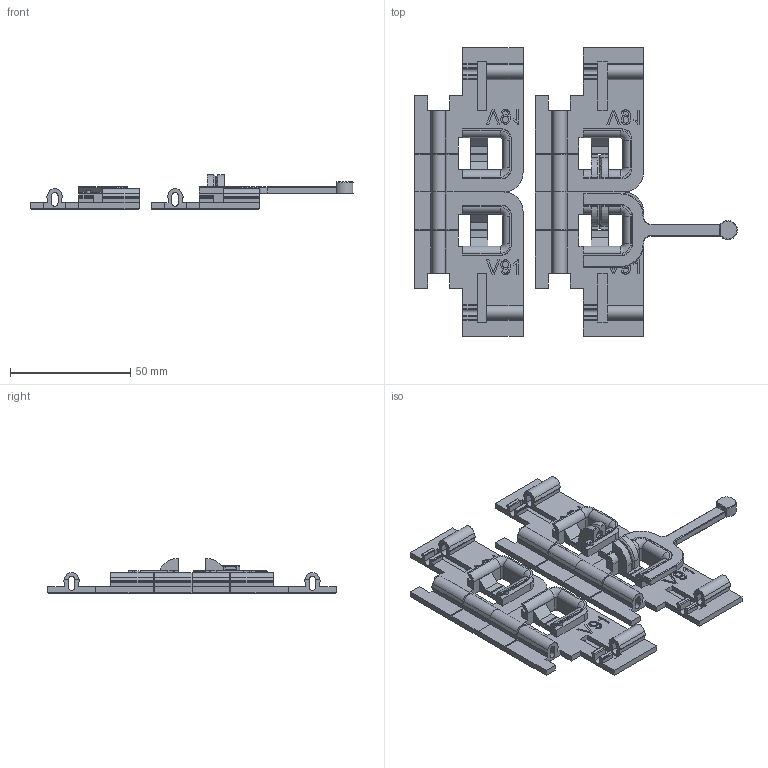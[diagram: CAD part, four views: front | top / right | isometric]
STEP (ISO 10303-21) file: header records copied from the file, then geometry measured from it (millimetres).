
FILE_DESCRIPTION(/* description */ (''),/* implementation_level */ '2;1');
FILE_NAME(/* name */ 'Z Belt Cover.step',/* time_stamp */ '2023-03-27T21:59:55-06:00',/* author */ (''),/* organization */ (''),/* preprocessor_version */ 'ST-DEVELOPER v19.2',/* originating_system */ 'Autodesk Translation Framework v11.17.0.187',/* authorisation */ '');
FILE_SCHEMA (('AUTOMOTIVE_DESIGN { 1 0 10303 214 3 1 1 }','MODEL_BASED_INTEGRATED_MANUFACTURING_SCHEMA'));
Length unit declared in the file: millimetre
Products named in the file (1): Z Belt Cover A
Bounding box: 133.98 x 120 x 14.4 mm (x, y, z)
Volume: 32299.9 mm3; surface area: 31747.2 mm2
Topology: 5 solids, 5 shells, 1038 faces, 2798 edges, 1786 vertices
Faces by surface type: plane 691, cylinder 149, bspline 140, cone 50, torus 8
Entity records: 33373 total; most frequent: CARTESIAN_POINT 8051, ORIENTED_EDGE 5596, DIRECTION 4652, EDGE_CURVE 2798, LINE 2154, VECTOR 2154, VERTEX_POINT 1786, AXIS2_PLACEMENT_3D 1249
